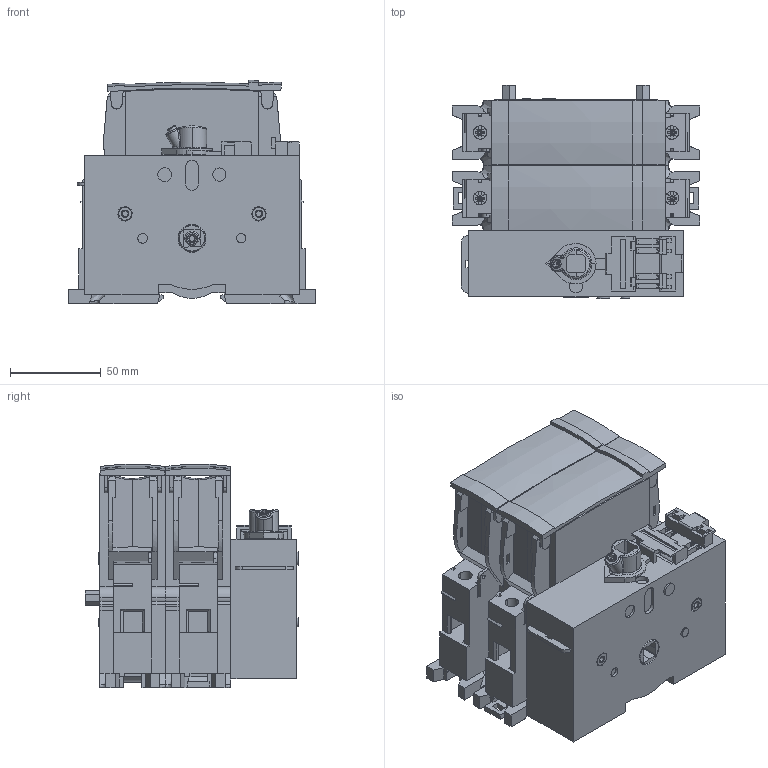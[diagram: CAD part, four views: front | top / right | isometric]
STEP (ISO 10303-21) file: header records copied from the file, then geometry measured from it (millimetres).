
FILE_DESCRIPTION (( 'STEP AP214' ), '1' );
FILE_NAME ('38612005.step', '2016-05-09T12:25:05', ( '' ), ( '' ), 'SwSTEP 2.0', 'SolidWorks 2015', '' );
FILE_SCHEMA (( 'AUTOMOTIVE_DESIGN' ));
Length unit declared in the file: inch
Products named in the file (1): 38612005
Bounding box: 136 x 117.2 x 122.91 mm (x, y, z)
Volume: 1108819.2 mm3; surface area: 163485.2 mm2
Topology: 9 solids, 11 shells, 1582 faces, 4469 edges, 2969 vertices
Faces by surface type: plane 1050, cylinder 350, cone 102, bspline 80
Entity records: 63112 total; most frequent: CARTESIAN_POINT 22848, ORIENTED_EDGE 8938, DIRECTION 7494, EDGE_CURVE 4469, LINE 2994, VECTOR 2994, VERTEX_POINT 2969, AXIS2_PLACEMENT_3D 2250
